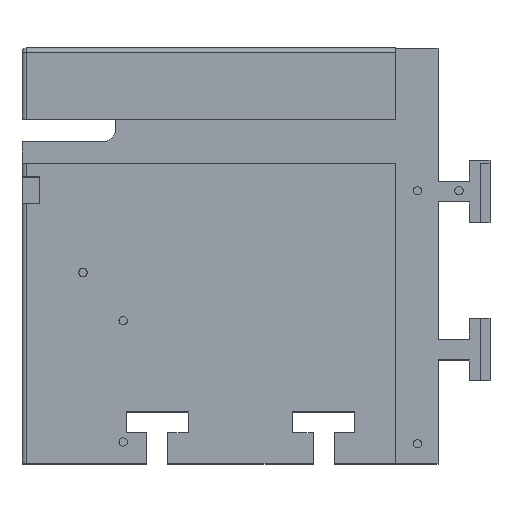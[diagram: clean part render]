
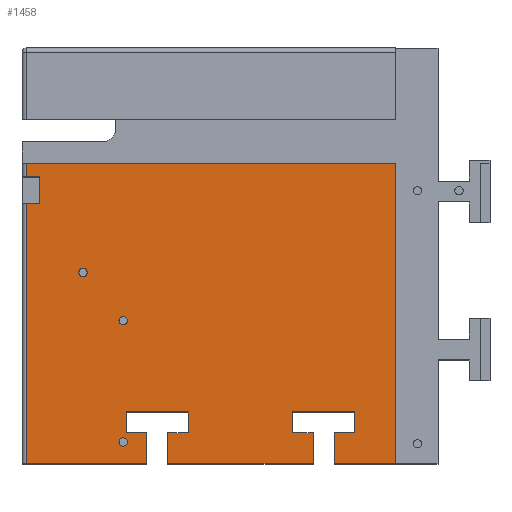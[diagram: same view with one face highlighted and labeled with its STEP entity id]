
A CAD part, top view. The second image highlights one B-rep face of the part: STEP entity #1458.
In plain terms, the highlighted planar face has unit normal (0, 0, 1).
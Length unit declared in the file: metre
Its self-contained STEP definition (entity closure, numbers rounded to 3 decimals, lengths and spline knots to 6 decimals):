
#55=CIRCLE('',#1575,0.002);
#56=CIRCLE('',#1577,0.002);
#57=CIRCLE('',#1579,0.002);
#285=ORIENTED_EDGE('',*,*,#583,.F.);
#286=ORIENTED_EDGE('',*,*,#582,.F.);
#287=ORIENTED_EDGE('',*,*,#581,.F.);
#288=ORIENTED_EDGE('',*,*,#510,.F.);
#289=ORIENTED_EDGE('',*,*,#610,.T.);
#290=ORIENTED_EDGE('',*,*,#577,.T.);
#291=ORIENTED_EDGE('',*,*,#574,.T.);
#292=ORIENTED_EDGE('',*,*,#573,.F.);
#293=ORIENTED_EDGE('',*,*,#569,.F.);
#294=ORIENTED_EDGE('',*,*,#565,.T.);
#295=ORIENTED_EDGE('',*,*,#611,.T.);
#296=ORIENTED_EDGE('',*,*,#507,.F.);
#297=ORIENTED_EDGE('',*,*,#460,.F.);
#298=ORIENTED_EDGE('',*,*,#464,.F.);
#299=ORIENTED_EDGE('',*,*,#467,.F.);
#300=ORIENTED_EDGE('',*,*,#470,.F.);
#301=ORIENTED_EDGE('',*,*,#473,.F.);
#302=ORIENTED_EDGE('',*,*,#476,.F.);
#303=ORIENTED_EDGE('',*,*,#479,.F.);
#304=ORIENTED_EDGE('',*,*,#482,.F.);
#305=ORIENTED_EDGE('',*,*,#485,.F.);
#306=ORIENTED_EDGE('',*,*,#488,.F.);
#307=ORIENTED_EDGE('',*,*,#491,.F.);
#308=ORIENTED_EDGE('',*,*,#494,.F.);
#309=ORIENTED_EDGE('',*,*,#497,.F.);
#310=ORIENTED_EDGE('',*,*,#500,.F.);
#311=ORIENTED_EDGE('',*,*,#503,.F.);
#460=EDGE_CURVE('',#660,#661,#798,.F.);
#464=EDGE_CURVE('',#663,#660,#802,.F.);
#467=EDGE_CURVE('',#665,#663,#805,.F.);
#470=EDGE_CURVE('',#667,#665,#808,.F.);
#473=EDGE_CURVE('',#669,#667,#811,.F.);
#476=EDGE_CURVE('',#671,#669,#814,.F.);
#479=EDGE_CURVE('',#673,#671,#817,.F.);
#482=EDGE_CURVE('',#675,#673,#820,.F.);
#485=EDGE_CURVE('',#677,#675,#823,.F.);
#488=EDGE_CURVE('',#679,#677,#826,.F.);
#491=EDGE_CURVE('',#681,#679,#829,.F.);
#494=EDGE_CURVE('',#683,#681,#832,.F.);
#497=EDGE_CURVE('',#685,#683,#835,.F.);
#500=EDGE_CURVE('',#687,#685,#838,.F.);
#503=EDGE_CURVE('',#689,#687,#841,.F.);
#507=EDGE_CURVE('',#661,#691,#844,.F.);
#510=EDGE_CURVE('',#695,#689,#847,.F.);
#565=EDGE_CURVE('',#738,#739,#879,.T.);
#569=EDGE_CURVE('',#738,#741,#882,.T.);
#573=EDGE_CURVE('',#741,#742,#885,.T.);
#574=EDGE_CURVE('',#744,#742,#886,.F.);
#577=EDGE_CURVE('',#746,#744,#888,.T.);
#581=EDGE_CURVE('',#749,#749,#55,.T.);
#582=EDGE_CURVE('',#750,#750,#56,.T.);
#583=EDGE_CURVE('',#751,#751,#57,.T.);
#610=EDGE_CURVE('',#695,#746,#918,.T.);
#611=EDGE_CURVE('',#739,#691,#919,.F.);
#660=VERTEX_POINT('',#2011);
#661=VERTEX_POINT('',#2013);
#663=VERTEX_POINT('',#2019);
#665=VERTEX_POINT('',#2025);
#667=VERTEX_POINT('',#2031);
#669=VERTEX_POINT('',#2037);
#671=VERTEX_POINT('',#2043);
#673=VERTEX_POINT('',#2049);
#675=VERTEX_POINT('',#2055);
#677=VERTEX_POINT('',#2061);
#679=VERTEX_POINT('',#2067);
#681=VERTEX_POINT('',#2073);
#683=VERTEX_POINT('',#2079);
#685=VERTEX_POINT('',#2085);
#687=VERTEX_POINT('',#2091);
#689=VERTEX_POINT('',#2097);
#691=VERTEX_POINT('',#2102);
#695=VERTEX_POINT('',#2112);
#738=VERTEX_POINT('',#2240);
#739=VERTEX_POINT('',#2241);
#741=VERTEX_POINT('',#2248);
#742=VERTEX_POINT('',#2252);
#744=VERTEX_POINT('',#2258);
#746=VERTEX_POINT('',#2264);
#749=VERTEX_POINT('',#2272);
#750=VERTEX_POINT('',#2275);
#751=VERTEX_POINT('',#2278);
#798=LINE('',#2012,#968);
#802=LINE('',#2020,#972);
#805=LINE('',#2026,#975);
#808=LINE('',#2032,#978);
#811=LINE('',#2038,#981);
#814=LINE('',#2044,#984);
#817=LINE('',#2050,#987);
#820=LINE('',#2056,#990);
#823=LINE('',#2062,#993);
#826=LINE('',#2068,#996);
#829=LINE('',#2074,#999);
#832=LINE('',#2080,#1002);
#835=LINE('',#2086,#1005);
#838=LINE('',#2092,#1008);
#841=LINE('',#2098,#1011);
#844=LINE('',#2106,#1014);
#847=LINE('',#2113,#1017);
#879=LINE('',#2239,#1049);
#882=LINE('',#2247,#1052);
#885=LINE('',#2255,#1055);
#886=LINE('',#2257,#1056);
#888=LINE('',#2263,#1058);
#918=LINE('',#2332,#1088);
#919=LINE('',#2333,#1089);
#968=VECTOR('',#1615,1.);
#972=VECTOR('',#1621,1.);
#975=VECTOR('',#1626,1.);
#978=VECTOR('',#1631,1.);
#981=VECTOR('',#1636,1.);
#984=VECTOR('',#1641,1.);
#987=VECTOR('',#1646,1.);
#990=VECTOR('',#1651,1.);
#993=VECTOR('',#1656,1.);
#996=VECTOR('',#1661,1.);
#999=VECTOR('',#1666,1.);
#1002=VECTOR('',#1671,1.);
#1005=VECTOR('',#1676,1.);
#1008=VECTOR('',#1681,1.);
#1011=VECTOR('',#1686,1.);
#1014=VECTOR('',#1693,1.);
#1017=VECTOR('',#1698,1.);
#1049=VECTOR('',#1834,1.);
#1052=VECTOR('',#1841,1.);
#1055=VECTOR('',#1848,1.);
#1056=VECTOR('',#1851,1.);
#1058=VECTOR('',#1857,1.);
#1088=VECTOR('',#1907,1.);
#1089=VECTOR('',#1908,1.);
#1204=EDGE_LOOP('',(#285));
#1205=EDGE_LOOP('',(#286));
#1206=EDGE_LOOP('',(#287));
#1207=EDGE_LOOP('',(#288,#289,#290,#291,#292,#293,#294,#295,#296,#297,#298,
#299,#300,#301,#302,#303,#304,#305,#306,#307,#308,#309,#310,#311));
#1304=FACE_BOUND('',#1204,.T.);
#1305=FACE_BOUND('',#1205,.T.);
#1306=FACE_BOUND('',#1206,.T.);
#1307=FACE_BOUND('',#1207,.T.);
#1377=PLANE('',#1583);
#1458=ADVANCED_FACE('',(#1304,#1305,#1306,#1307),#1377,.F.);
#1575=AXIS2_PLACEMENT_3D('',#2271,#1863,#1864);
#1577=AXIS2_PLACEMENT_3D('',#2274,#1867,#1868);
#1579=AXIS2_PLACEMENT_3D('',#2277,#1871,#1872);
#1583=AXIS2_PLACEMENT_3D('',#2331,#1905,#1906);
#1615=DIRECTION('',(0.,1.,0.));
#1621=DIRECTION('',(-1.,0.,0.));
#1626=DIRECTION('',(0.,1.,0.));
#1631=DIRECTION('',(1.,0.,0.));
#1636=DIRECTION('',(0.,-1.,0.));
#1641=DIRECTION('',(-1.,0.,0.));
#1646=DIRECTION('',(0.,-1.,0.));
#1651=DIRECTION('',(1.,0.,0.));
#1656=DIRECTION('',(0.,1.,0.));
#1661=DIRECTION('',(-1.,0.,0.));
#1666=DIRECTION('',(0.,1.,0.));
#1671=DIRECTION('',(1.,0.,0.));
#1676=DIRECTION('',(0.,-1.,0.));
#1681=DIRECTION('',(-1.,0.,0.));
#1686=DIRECTION('',(0.,-1.,0.));
#1693=DIRECTION('',(1.,0.,0.));
#1698=DIRECTION('',(1.,0.,0.));
#1834=DIRECTION('',(-1.,0.,0.));
#1841=DIRECTION('',(0.,1.,0.));
#1848=DIRECTION('',(-1.,0.,0.));
#1851=DIRECTION('',(0.,1.,0.));
#1857=DIRECTION('',(-1.,0.,0.));
#1863=DIRECTION('',(0.,0.,1.));
#1864=DIRECTION('',(1.,0.,0.));
#1867=DIRECTION('',(0.,0.,1.));
#1868=DIRECTION('',(1.,0.,0.));
#1871=DIRECTION('',(0.,0.,1.));
#1872=DIRECTION('',(1.,0.,0.));
#1905=DIRECTION('',(0.,0.,-1.));
#1906=DIRECTION('',(1.,0.,0.));
#1907=DIRECTION('',(0.,1.,0.));
#1908=DIRECTION('',(0.,1.,0.));
#2011=CARTESIAN_POINT('',(-0.14,0.180986,-0.255143));
#2012=CARTESIAN_POINT('',(-0.14,0.174029,-0.255143));
#2013=CARTESIAN_POINT('',(-0.14,0.165986,-0.255143));
#2019=CARTESIAN_POINT('',(-0.15,0.180986,-0.255143));
#2020=CARTESIAN_POINT('',(-0.129489,0.180986,-0.255143));
#2025=CARTESIAN_POINT('',(-0.15,0.190986,-0.255143));
#2026=CARTESIAN_POINT('',(-0.15,0.188261,-0.255143));
#2031=CARTESIAN_POINT('',(-0.12,0.190986,-0.255143));
#2032=CARTESIAN_POINT('',(-0.121175,0.190986,-0.255143));
#2037=CARTESIAN_POINT('',(-0.12,0.180986,-0.255143));
#2038=CARTESIAN_POINT('',(-0.12,0.189089,-0.255143));
#2043=CARTESIAN_POINT('',(-0.13,0.180986,-0.255143));
#2044=CARTESIAN_POINT('',(-0.112348,0.180986,-0.255143));
#2049=CARTESIAN_POINT('',(-0.13,0.165986,-0.255143));
#2050=CARTESIAN_POINT('',(-0.13,0.173769,-0.255143));
#2055=CARTESIAN_POINT('',(-0.06,0.165986,-0.255143));
#2056=CARTESIAN_POINT('',(-0.093891,0.165986,-0.255143));
#2061=CARTESIAN_POINT('',(-0.06,0.180986,-0.255143));
#2062=CARTESIAN_POINT('',(-0.06,0.176108,-0.255143));
#2067=CARTESIAN_POINT('',(-0.07,0.180986,-0.255143));
#2068=CARTESIAN_POINT('',(-0.080899,0.180986,-0.255143));
#2073=CARTESIAN_POINT('',(-0.07,0.190986,-0.255143));
#2074=CARTESIAN_POINT('',(-0.07,0.19008,-0.255143));
#2079=CARTESIAN_POINT('',(-0.04,0.190986,-0.255143));
#2080=CARTESIAN_POINT('',(-0.07882,0.190986,-0.255143));
#2085=CARTESIAN_POINT('',(-0.04,0.180986,-0.255143));
#2086=CARTESIAN_POINT('',(-0.04,0.198963,-0.255143));
#2091=CARTESIAN_POINT('',(-0.05,0.180986,-0.255143));
#2092=CARTESIAN_POINT('',(-0.070697,0.180986,-0.255143));
#2097=CARTESIAN_POINT('',(-0.05,0.165986,-0.255143));
#2098=CARTESIAN_POINT('',(-0.05,0.179746,-0.255143));
#2102=CARTESIAN_POINT('',(-0.198,0.165986,-0.255143));
#2106=CARTESIAN_POINT('',(-0.161237,0.165986,-0.255143));
#2112=CARTESIAN_POINT('',(-0.0205,0.165986,-0.255143));
#2113=CARTESIAN_POINT('',(-0.035965,0.165986,-0.255143));
#2239=CARTESIAN_POINT('',(-0.19575,0.290999,-0.255143));
#2240=CARTESIAN_POINT('',(-0.1915,0.290999,-0.255143));
#2241=CARTESIAN_POINT('',(-0.198,0.290999,-0.255143));
#2247=CARTESIAN_POINT('',(-0.1915,0.297481,-0.255143));
#2248=CARTESIAN_POINT('',(-0.1915,0.303963,-0.255143));
#2252=CARTESIAN_POINT('',(-0.198,0.303963,-0.255143));
#2255=CARTESIAN_POINT('',(-0.19575,0.303963,-0.255143));
#2257=CARTESIAN_POINT('',(-0.198,-0.034014,-0.255143));
#2258=CARTESIAN_POINT('',(-0.198,0.310486,-0.255143));
#2263=CARTESIAN_POINT('',(0.,0.310486,-0.255143));
#2264=CARTESIAN_POINT('',(-0.0205,0.310486,-0.255143));
#2271=CARTESIAN_POINT('',(-0.151387,0.17652,-0.255143));
#2272=CARTESIAN_POINT('',(-0.149387,0.17652,-0.255143));
#2274=CARTESIAN_POINT('',(-0.151387,0.23483,-0.255143));
#2275=CARTESIAN_POINT('',(-0.149387,0.23483,-0.255143));
#2277=CARTESIAN_POINT('',(-0.170687,0.258039,-0.255143));
#2278=CARTESIAN_POINT('',(-0.168687,0.258039,-0.255143));
#2331=CARTESIAN_POINT('',(0.,0.165986,-0.255143));
#2332=CARTESIAN_POINT('',(-0.0205,0.165986,-0.255143));
#2333=CARTESIAN_POINT('',(-0.198,-0.034014,-0.255143));
